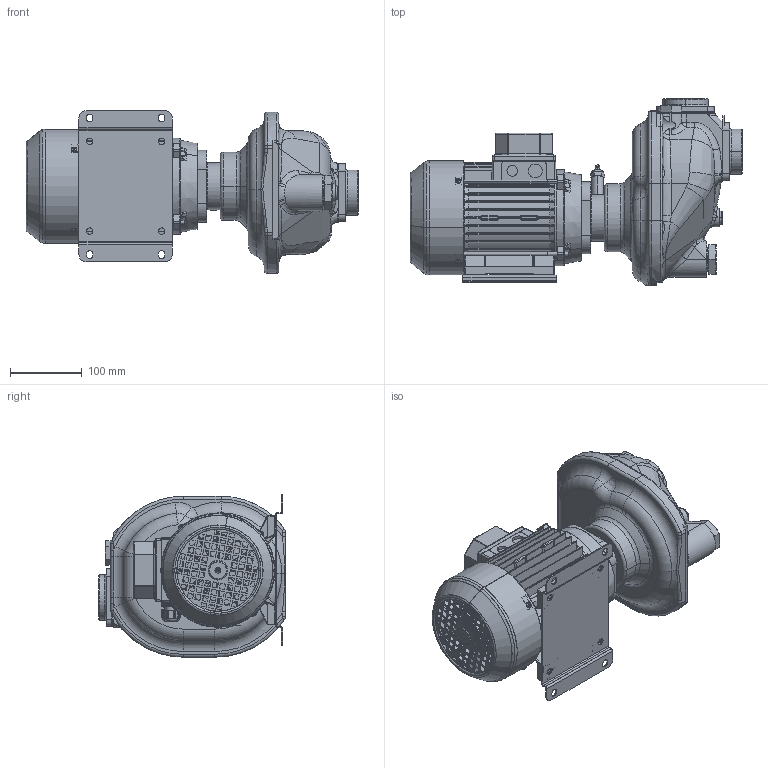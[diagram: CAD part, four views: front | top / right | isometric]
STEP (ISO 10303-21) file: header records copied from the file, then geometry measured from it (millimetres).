
FILE_DESCRIPTION((''),'2;1');
FILE_NAME('S_41_K_T','2022-01-28T10:47:20',('Nicola'),(''),'CREO PARAMETRIC BY PTC INC, 2020354','CREO PARAMETRIC BY PTC INC, 2020354','');
FILE_SCHEMA(('CONFIG_CONTROL_DESIGN'));
Products named in the file (1): S_41_K_T
Bounding box: 462 x 260 x 226 mm (x, y, z)
Volume: 6008013 mm3; surface area: 835461.2 mm2
Topology: 3 solids, 3 shells, 5279 faces, 14298 edges, 8993 vertices
Faces by surface type: plane 1871, cylinder 1685, bspline 673, cone 365, torus 320, extrusion 237, sphere 128
Entity records: 255966 total; most frequent: CARTESIAN_POINT 129849, ORIENTED_EDGE 28214, DIRECTION 23692, EDGE_CURVE 14107, VERTEX_POINT 8993, AXIS2_PLACEMENT_3D 8559, VECTOR 6574, LINE 6337
